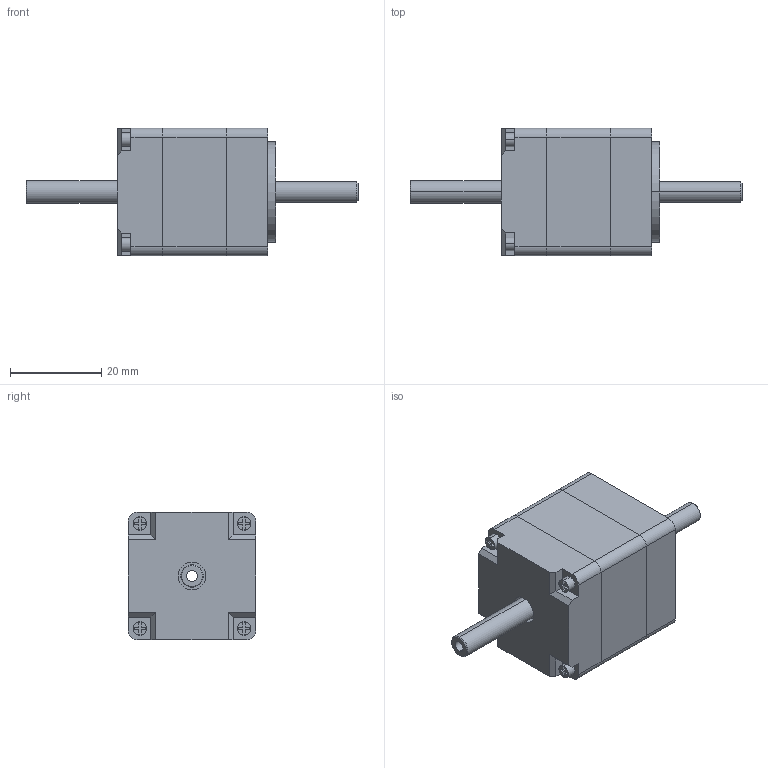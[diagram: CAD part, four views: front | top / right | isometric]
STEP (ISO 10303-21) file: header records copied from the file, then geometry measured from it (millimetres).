
FILE_DESCRIPTION (( 'STEP AP214' ), '1' );
FILE_NAME ('28HS3303B4K-01.STEP', '2024-02-21T01:23:42', ( '' ), ( '' ), 'SwSTEP 2.0', 'SolidWorks 2021', '' );
FILE_SCHEMA (( 'AUTOMOTIVE_DESIGN' ));
Length unit declared in the file: millimetre
Products named in the file (1): 28HS3303B4K-01
Bounding box: 72.8 x 28 x 28 mm (x, y, z)
Volume: 26143.5 mm3; surface area: 10467.7 mm2
Topology: 4 solids, 4 shells, 157 faces, 388 edges, 256 vertices
Faces by surface type: plane 105, cylinder 48, cone 4
Entity records: 5331 total; most frequent: DIRECTION 804, CARTESIAN_POINT 802, ORIENTED_EDGE 776, EDGE_CURVE 388, LINE 288, VECTOR 288, AXIS2_PLACEMENT_3D 258, VERTEX_POINT 256
